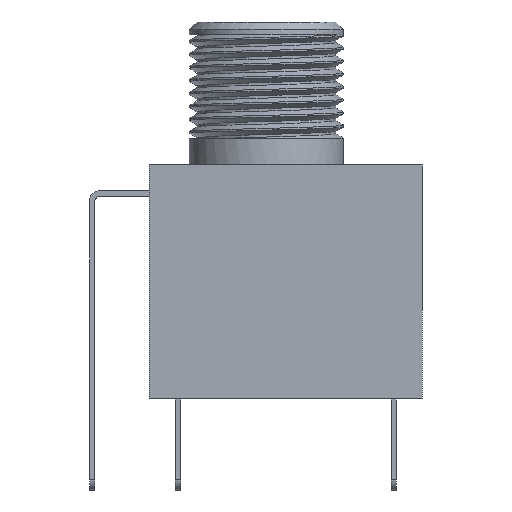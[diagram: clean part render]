
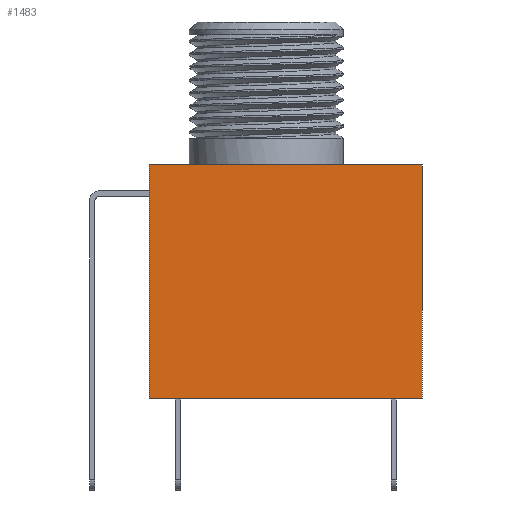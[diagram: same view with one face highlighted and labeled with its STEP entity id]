
A CAD part, left-side view. The second image highlights one B-rep face of the part: STEP entity #1483.
In plain terms, the highlighted planar face has unit normal (-1, 0, 0).
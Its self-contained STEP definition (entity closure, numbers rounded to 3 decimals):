
#133=FACE_OUTER_BOUND('',#211,.T.);
#211=EDGE_LOOP('',(#1088,#1089,#1090,#1091));
#282=LINE('',#2033,#443);
#330=LINE('',#2127,#491);
#337=LINE('',#2139,#498);
#340=LINE('',#2145,#501);
#443=VECTOR('',#1669,10.);
#491=VECTOR('',#1743,10.);
#498=VECTOR('',#1754,10.);
#501=VECTOR('',#1763,10.);
#603=VERTEX_POINT('',#2030);
#604=VERTEX_POINT('',#2032);
#637=VERTEX_POINT('',#2126);
#640=VERTEX_POINT('',#2137);
#752=EDGE_CURVE('',#603,#604,#282,.T.);
#800=EDGE_CURVE('',#637,#604,#330,.T.);
#807=EDGE_CURVE('',#640,#603,#337,.T.);
#810=EDGE_CURVE('',#637,#640,#340,.T.);
#1088=ORIENTED_EDGE('',*,*,#810,.F.);
#1089=ORIENTED_EDGE('',*,*,#800,.T.);
#1090=ORIENTED_EDGE('',*,*,#752,.F.);
#1091=ORIENTED_EDGE('',*,*,#807,.F.);
#1433=PLANE('',#1577);
#1483=ADVANCED_FACE('',(#133),#1433,.T.);
#1577=AXIS2_PLACEMENT_3D('',#2144,#1761,#1762);
#1669=DIRECTION('',(0.,-1.,0.));
#1743=DIRECTION('',(0.,0.,1.));
#1754=DIRECTION('',(0.,0.,1.));
#1761=DIRECTION('center_axis',(-1.,0.,0.));
#1762=DIRECTION('ref_axis',(0.,-1.,0.));
#1763=DIRECTION('',(0.,1.,0.));
#2030=CARTESIAN_POINT('',(-4.5,-2.2,9.));
#2032=CARTESIAN_POINT('',(-4.5,-12.7,9.));
#2033=CARTESIAN_POINT('',(-4.5,-12.7,9.));
#2126=CARTESIAN_POINT('',(-4.5,-12.7,0.));
#2127=CARTESIAN_POINT('',(-4.5,-12.7,0.));
#2137=CARTESIAN_POINT('',(-4.5,-2.2,0.));
#2139=CARTESIAN_POINT('',(-4.5,-2.2,0.));
#2144=CARTESIAN_POINT('Origin',(-4.5,-2.2,0.));
#2145=CARTESIAN_POINT('',(-4.5,-12.7,0.));
